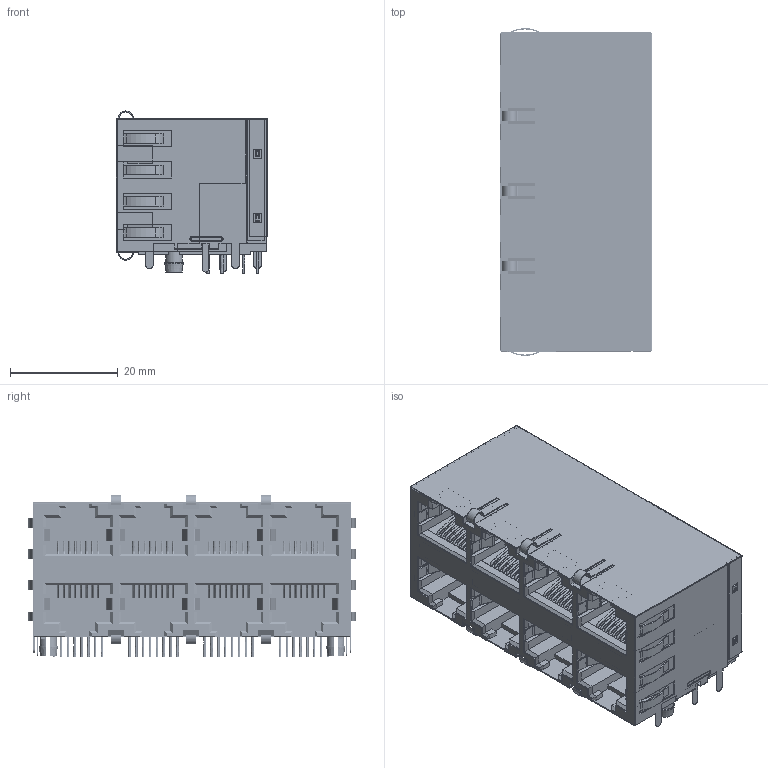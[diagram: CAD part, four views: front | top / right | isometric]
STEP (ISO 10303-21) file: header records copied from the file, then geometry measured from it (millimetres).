
FILE_DESCRIPTION( ( 'Unknown' ), '1' );
FILE_NAME( '615064243321.stp', 'Unknown', ( 'Unknown' ), ( 'Unknown' ), 'PSStep 17.0.49', 'Unknown', ' ' );
FILE_SCHEMA( ( 'AUTOMOTIVE_DESIGN { 1 0 10303 214 1 1 1 1 }' ) );
Length unit declared in the file: millimetre
Products named in the file (25): housing1; housing1.1; housing1.2; asm Housing1&2+pin; housing 2; pin1.1; pin1.2; pin1.3; pin1.4; pin1.5; pin1.6; pin1.7; pin1.8; pin1; pin2; pin3; pin4; pin5; pin6; pin7; pin8; Assem1; shielding2; housing; Shielding
Assembly tree (27 placements, depth 4):
  Assem1
    shielding2
    housing
    Shielding
    asm Housing1&2+pin  x4
      housing 2
      pin1.1
      pin1.2
      pin1.3
      pin1.4
      pin1.5
      pin1.6
      pin1.7
      pin1.8
      pin1
      pin2
      pin3
      pin4
      pin5
      pin6
      pin7
      pin8
      housing1
        housing1.1
        housing1.2
Bounding box: 28.2 x 60.8 x 30.1 mm (x, y, z)
Volume: 23753.6 mm3; surface area: 54891.3 mm2
Topology: 79 solids, 79 shells, 3438 faces, 9559 edges, 6225 vertices
Faces by surface type: plane 2864, cylinder 434, bspline 128, torus 8, cone 4
Full cylindrical faces by diameter (mm): 0.45 x64, 1 x32
Entity records: 102190 total; most frequent: CARTESIAN_POINT 28539, ORIENTED_EDGE 12134, DIRECTION 10988, EDGE_CURVE 6067, LINE 5360, VECTOR 5360, VERTEX_POINT 3977, AXIS2_PLACEMENT_3D 2814
